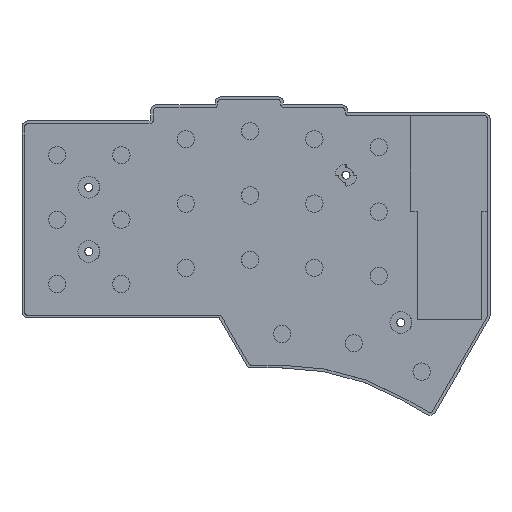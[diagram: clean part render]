
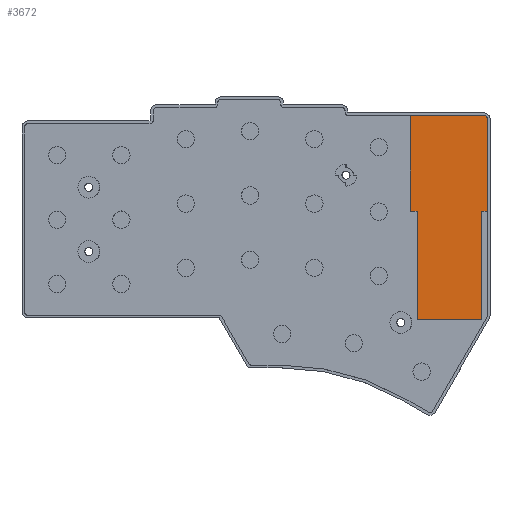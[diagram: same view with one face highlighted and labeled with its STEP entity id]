
A CAD part, top view. The second image highlights one B-rep face of the part: STEP entity #3672.
In plain terms, the highlighted planar face has unit normal (-0.026, 0, 1).
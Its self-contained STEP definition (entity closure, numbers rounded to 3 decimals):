
#30=ELLIPSE('',#4013,1.,1.);
#116=PLANE('',#4014);
#309=FACE_OUTER_BOUND('',#550,.T.);
#550=EDGE_LOOP('',(#2889,#2890,#2891,#2892,#2893,#2894,#2895,#2896,#2897));
#788=LINE('',#5604,#1169);
#831=LINE('',#5825,#1212);
#832=LINE('',#5827,#1213);
#833=LINE('',#5829,#1214);
#834=LINE('',#5831,#1215);
#835=LINE('',#5833,#1216);
#836=LINE('',#5835,#1217);
#837=LINE('',#5836,#1218);
#1169=VECTOR('',#4487,10.);
#1212=VECTOR('',#4734,10.);
#1213=VECTOR('',#4735,10.);
#1214=VECTOR('',#4736,10.);
#1215=VECTOR('',#4737,10.);
#1216=VECTOR('',#4738,10.);
#1217=VECTOR('',#4739,10.);
#1218=VECTOR('',#4740,10.);
#1690=VERTEX_POINT('',#5601);
#1691=VERTEX_POINT('',#5603);
#1766=VERTEX_POINT('',#5820);
#1767=VERTEX_POINT('',#5824);
#1768=VERTEX_POINT('',#5826);
#1769=VERTEX_POINT('',#5828);
#1770=VERTEX_POINT('',#5830);
#1771=VERTEX_POINT('',#5832);
#1772=VERTEX_POINT('',#5834);
#2084=EDGE_CURVE('',#1690,#1691,#788,.T.);
#2183=EDGE_CURVE('',#1766,#1690,#30,.T.);
#2184=EDGE_CURVE('',#1767,#1766,#831,.T.);
#2185=EDGE_CURVE('',#1768,#1767,#832,.T.);
#2186=EDGE_CURVE('',#1769,#1768,#833,.T.);
#2187=EDGE_CURVE('',#1770,#1769,#834,.T.);
#2188=EDGE_CURVE('',#1771,#1770,#835,.T.);
#2189=EDGE_CURVE('',#1772,#1771,#836,.T.);
#2190=EDGE_CURVE('',#1691,#1772,#837,.T.);
#2889=ORIENTED_EDGE('',*,*,#2183,.F.);
#2890=ORIENTED_EDGE('',*,*,#2184,.F.);
#2891=ORIENTED_EDGE('',*,*,#2185,.F.);
#2892=ORIENTED_EDGE('',*,*,#2186,.F.);
#2893=ORIENTED_EDGE('',*,*,#2187,.F.);
#2894=ORIENTED_EDGE('',*,*,#2188,.F.);
#2895=ORIENTED_EDGE('',*,*,#2189,.F.);
#2896=ORIENTED_EDGE('',*,*,#2190,.F.);
#2897=ORIENTED_EDGE('',*,*,#2084,.F.);
#3672=ADVANCED_FACE('',(#309),#116,.F.);
#4013=AXIS2_PLACEMENT_3D('',#5822,#4730,#4731);
#4014=AXIS2_PLACEMENT_3D('',#5823,#4732,#4733);
#4487=DIRECTION('',(0.,-1.,0.));
#4730=DIRECTION('center_axis',(0.026,0.,-1.));
#4731=DIRECTION('ref_axis',(1.,0.,0.026));
#4732=DIRECTION('center_axis',(0.026,0.,-1.));
#4733=DIRECTION('ref_axis',(-1.,0.,-0.026));
#4734=DIRECTION('',(1.,0.,0.026));
#4735=DIRECTION('',(0.,1.,0.));
#4736=DIRECTION('',(-1.,0.,-0.026));
#4737=DIRECTION('',(0.,1.,0.));
#4738=DIRECTION('',(-1.,0.,-0.026));
#4739=DIRECTION('',(0.,-1.,0.));
#4740=DIRECTION('',(-1.,0.,-0.026));
#5601=CARTESIAN_POINT('',(136.495,87.342,2.596));
#5603=CARTESIAN_POINT('',(136.495,60.042,2.596));
#5604=CARTESIAN_POINT('',(136.495,43.629,2.596));
#5820=CARTESIAN_POINT('',(135.495,88.342,2.57));
#5822=CARTESIAN_POINT('Origin',(135.495,87.342,2.57));
#5823=CARTESIAN_POINT('Origin',(125.387,58.292,2.305));
#5824=CARTESIAN_POINT('',(113.891,88.342,2.004));
#5825=CARTESIAN_POINT('',(130.907,88.342,2.45));
#5826=CARTESIAN_POINT('',(113.891,60.042,2.004));
#5827=CARTESIAN_POINT('',(113.891,73.417,2.004));
#5828=CARTESIAN_POINT('',(115.891,60.042,2.057));
#5829=CARTESIAN_POINT('',(119.639,60.042,2.155));
#5830=CARTESIAN_POINT('',(115.891,28.042,2.057));
#5831=CARTESIAN_POINT('',(115.891,59.167,2.057));
#5832=CARTESIAN_POINT('',(134.884,28.042,2.554));
#5833=CARTESIAN_POINT('',(120.639,28.042,2.181));
#5834=CARTESIAN_POINT('',(134.884,60.042,2.554));
#5835=CARTESIAN_POINT('',(134.884,43.167,2.554));
#5836=CARTESIAN_POINT('',(130.136,60.042,2.43));
